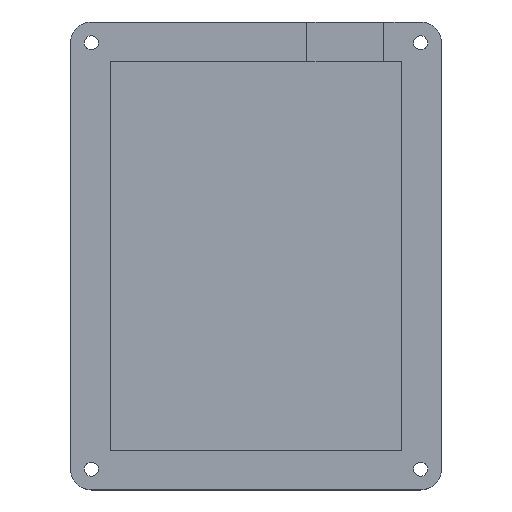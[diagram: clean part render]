
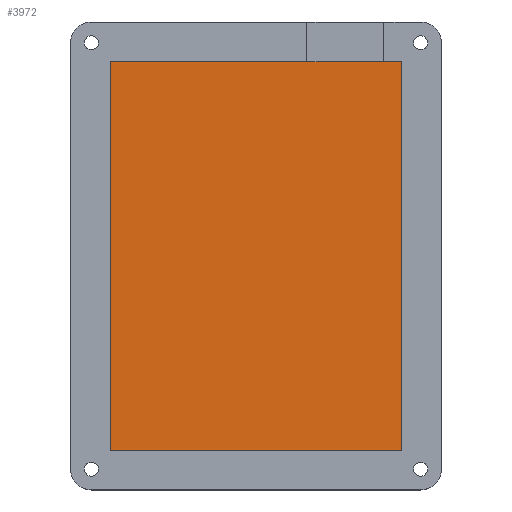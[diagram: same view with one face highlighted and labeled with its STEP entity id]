
A CAD part, top view. The second image highlights one B-rep face of the part: STEP entity #3972.
In plain terms, the highlighted planar face has unit normal (0, 0, 1).
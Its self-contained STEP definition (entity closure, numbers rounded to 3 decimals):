
#466=PLANE('',#4236);
#553=FACE_OUTER_BOUND('',#786,.T.);
#786=EDGE_LOOP('',(#2783,#2784,#2785,#2786));
#1055=LINE('',#4984,#1378);
#1057=LINE('',#4989,#1380);
#1058=LINE('',#4990,#1381);
#1059=LINE('',#4991,#1382);
#1378=VECTOR('',#4411,10.);
#1380=VECTOR('',#4415,10.);
#1381=VECTOR('',#4416,10.);
#1382=VECTOR('',#4417,10.);
#1726=VERTEX_POINT('',#4981);
#1727=VERTEX_POINT('',#4983);
#1728=VERTEX_POINT('',#4987);
#1729=VERTEX_POINT('',#4988);
#2147=EDGE_CURVE('',#1726,#1727,#1055,.T.);
#2149=EDGE_CURVE('',#1728,#1729,#1057,.T.);
#2150=EDGE_CURVE('',#1727,#1728,#1058,.T.);
#2151=EDGE_CURVE('',#1729,#1726,#1059,.T.);
#2783=ORIENTED_EDGE('',*,*,#2149,.F.);
#2784=ORIENTED_EDGE('',*,*,#2150,.F.);
#2785=ORIENTED_EDGE('',*,*,#2147,.F.);
#2786=ORIENTED_EDGE('',*,*,#2151,.F.);
#3972=ADVANCED_FACE('',(#553),#466,.T.);
#4236=AXIS2_PLACEMENT_3D('',#4986,#4413,#4414);
#4411=DIRECTION('',(1.,0.,0.));
#4413=DIRECTION('center_axis',(0.,0.,1.));
#4414=DIRECTION('ref_axis',(1.,0.,0.));
#4415=DIRECTION('',(-1.,0.,0.));
#4416=DIRECTION('',(0.,-1.,0.));
#4417=DIRECTION('',(0.,1.,0.));
#4981=CARTESIAN_POINT('',(-34.62,34.427,3.));
#4983=CARTESIAN_POINT('',(35.58,34.427,3.));
#4984=CARTESIAN_POINT('',(-17.07,34.427,3.));
#4986=CARTESIAN_POINT('Origin',(0.48,-12.373,3.));
#4987=CARTESIAN_POINT('',(35.58,-59.173,3.));
#4988=CARTESIAN_POINT('',(-34.62,-59.173,3.));
#4989=CARTESIAN_POINT('',(18.03,-59.173,3.));
#4990=CARTESIAN_POINT('',(35.58,11.027,3.));
#4991=CARTESIAN_POINT('',(-34.62,-35.773,3.));
